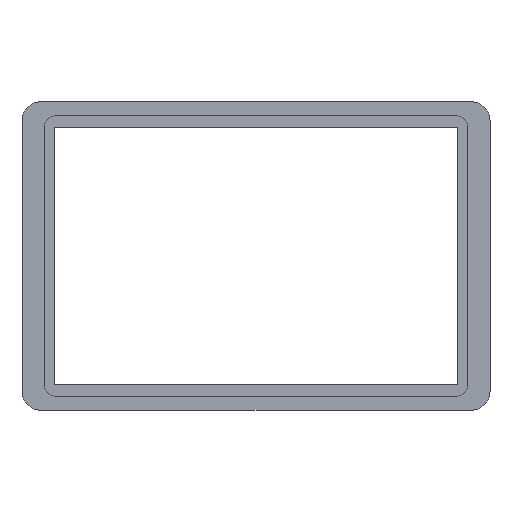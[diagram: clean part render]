
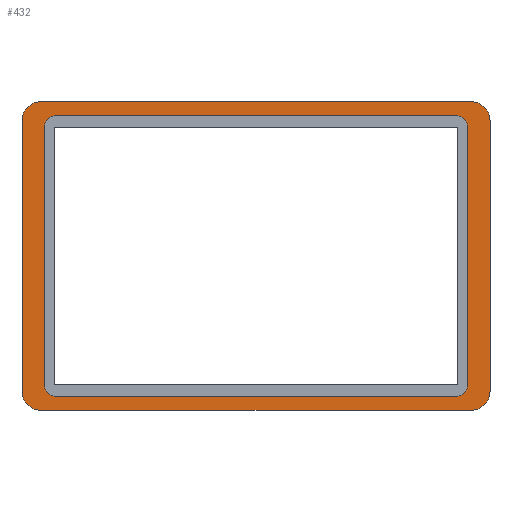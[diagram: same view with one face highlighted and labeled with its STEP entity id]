
A CAD part, front view. The second image highlights one B-rep face of the part: STEP entity #432.
In plain terms, the highlighted planar face has unit normal (0, -1, 0).
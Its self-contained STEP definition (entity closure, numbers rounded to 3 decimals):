
#25=FACE_BOUND('',#70,.T.);
#44=FACE_OUTER_BOUND('',#69,.T.);
#69=EDGE_LOOP('',(#367,#368,#369,#370,#371,#372,#373,#374));
#70=EDGE_LOOP('',(#375,#376,#377,#378,#379,#380,#381,#382));
#91=LINE('',#658,#135);
#95=LINE('',#667,#139);
#104=LINE('',#699,#148);
#110=LINE('',#714,#154);
#112=LINE('',#720,#156);
#113=LINE('',#722,#157);
#114=LINE('',#725,#158);
#115=LINE('',#729,#159);
#135=VECTOR('',#526,10.);
#139=VECTOR('',#536,10.);
#148=VECTOR('',#567,10.);
#154=VECTOR('',#583,10.);
#156=VECTOR('',#591,10.);
#157=VECTOR('',#594,10.);
#158=VECTOR('',#597,10.);
#159=VECTOR('',#600,10.);
#167=CIRCLE('',#461,2.5);
#168=CIRCLE('',#464,2.5);
#169=CIRCLE('',#467,5.);
#174=CIRCLE('',#475,5.);
#175=CIRCLE('',#477,5.);
#176=CIRCLE('',#480,5.);
#177=CIRCLE('',#484,2.5);
#178=CIRCLE('',#485,2.5);
#195=VERTEX_POINT('',#655);
#196=VERTEX_POINT('',#657);
#197=VERTEX_POINT('',#661);
#198=VERTEX_POINT('',#665);
#199=VERTEX_POINT('',#669);
#200=VERTEX_POINT('',#675);
#201=VERTEX_POINT('',#676);
#210=VERTEX_POINT('',#698);
#211=VERTEX_POINT('',#702);
#212=VERTEX_POINT('',#706);
#213=VERTEX_POINT('',#707);
#214=VERTEX_POINT('',#712);
#215=VERTEX_POINT('',#716);
#216=VERTEX_POINT('',#724);
#217=VERTEX_POINT('',#726);
#218=VERTEX_POINT('',#728);
#239=EDGE_CURVE('',#195,#196,#91,.T.);
#242=EDGE_CURVE('',#197,#195,#167,.T.);
#244=EDGE_CURVE('',#198,#197,#95,.T.);
#246=EDGE_CURVE('',#199,#198,#168,.T.);
#248=EDGE_CURVE('',#200,#201,#169,.T.);
#259=EDGE_CURVE('',#210,#201,#104,.T.);
#261=EDGE_CURVE('',#210,#211,#174,.T.);
#263=EDGE_CURVE('',#212,#213,#175,.T.);
#267=EDGE_CURVE('',#212,#214,#110,.T.);
#268=EDGE_CURVE('',#215,#214,#176,.T.);
#270=EDGE_CURVE('',#215,#211,#112,.T.);
#271=EDGE_CURVE('',#200,#213,#113,.T.);
#272=EDGE_CURVE('',#216,#199,#114,.T.);
#273=EDGE_CURVE('',#217,#216,#177,.T.);
#274=EDGE_CURVE('',#218,#217,#115,.T.);
#275=EDGE_CURVE('',#196,#218,#178,.T.);
#367=ORIENTED_EDGE('',*,*,#248,.F.);
#368=ORIENTED_EDGE('',*,*,#271,.T.);
#369=ORIENTED_EDGE('',*,*,#263,.F.);
#370=ORIENTED_EDGE('',*,*,#267,.T.);
#371=ORIENTED_EDGE('',*,*,#268,.F.);
#372=ORIENTED_EDGE('',*,*,#270,.T.);
#373=ORIENTED_EDGE('',*,*,#261,.F.);
#374=ORIENTED_EDGE('',*,*,#259,.T.);
#375=ORIENTED_EDGE('',*,*,#244,.F.);
#376=ORIENTED_EDGE('',*,*,#246,.F.);
#377=ORIENTED_EDGE('',*,*,#272,.F.);
#378=ORIENTED_EDGE('',*,*,#273,.F.);
#379=ORIENTED_EDGE('',*,*,#274,.F.);
#380=ORIENTED_EDGE('',*,*,#275,.F.);
#381=ORIENTED_EDGE('',*,*,#239,.F.);
#382=ORIENTED_EDGE('',*,*,#242,.F.);
#411=PLANE('',#483);
#432=ADVANCED_FACE('',(#44,#25),#411,.F.);
#461=AXIS2_PLACEMENT_3D('',#663,#531,#532);
#464=AXIS2_PLACEMENT_3D('',#671,#540,#541);
#467=AXIS2_PLACEMENT_3D('',#677,#547,#548);
#475=AXIS2_PLACEMENT_3D('',#703,#571,#572);
#477=AXIS2_PLACEMENT_3D('',#708,#576,#577);
#480=AXIS2_PLACEMENT_3D('',#717,#586,#587);
#483=AXIS2_PLACEMENT_3D('',#723,#595,#596);
#484=AXIS2_PLACEMENT_3D('',#727,#598,#599);
#485=AXIS2_PLACEMENT_3D('',#730,#601,#602);
#526=DIRECTION('',(0.,0.,-1.));
#531=DIRECTION('center_axis',(0.,-1.,0.));
#532=DIRECTION('ref_axis',(-0.707,0.,0.707));
#536=DIRECTION('',(-1.,0.,0.));
#540=DIRECTION('center_axis',(0.,-1.,0.));
#541=DIRECTION('ref_axis',(0.707,0.,0.707));
#547=DIRECTION('center_axis',(0.,1.,0.));
#548=DIRECTION('ref_axis',(-0.707,0.,0.707));
#567=DIRECTION('',(-1.,0.,0.));
#571=DIRECTION('center_axis',(0.,1.,0.));
#572=DIRECTION('ref_axis',(0.707,0.,0.707));
#576=DIRECTION('center_axis',(0.,1.,0.));
#577=DIRECTION('ref_axis',(-0.707,0.,-0.707));
#583=DIRECTION('',(1.,0.,0.));
#586=DIRECTION('center_axis',(0.,1.,0.));
#587=DIRECTION('ref_axis',(0.707,0.,-0.707));
#591=DIRECTION('',(0.,0.,1.));
#594=DIRECTION('',(0.,0.,-1.));
#595=DIRECTION('center_axis',(0.,1.,0.));
#596=DIRECTION('ref_axis',(-1.,0.,0.));
#597=DIRECTION('',(0.,0.,1.));
#598=DIRECTION('center_axis',(0.,-1.,0.));
#599=DIRECTION('ref_axis',(0.707,0.,-0.707));
#600=DIRECTION('',(1.,0.,0.));
#601=DIRECTION('center_axis',(0.,-1.,0.));
#602=DIRECTION('ref_axis',(-0.707,0.,-0.707));
#655=CARTESIAN_POINT('',(-3.5,6.,69.));
#657=CARTESIAN_POINT('',(-3.5,6.,-1.));
#658=CARTESIAN_POINT('',(-3.5,6.,52.75));
#661=CARTESIAN_POINT('',(-1.,6.,71.5));
#663=CARTESIAN_POINT('Origin',(-1.,6.,69.));
#665=CARTESIAN_POINT('',(107.,6.,71.5));
#667=CARTESIAN_POINT('',(81.25,6.,71.5));
#669=CARTESIAN_POINT('',(109.5,6.,69.));
#671=CARTESIAN_POINT('Origin',(107.,6.,69.));
#675=CARTESIAN_POINT('',(-9.616,6.,70.283));
#676=CARTESIAN_POINT('',(-4.616,6.,75.283));
#677=CARTESIAN_POINT('Origin',(-4.616,6.,70.283));
#698=CARTESIAN_POINT('',(110.616,6.,75.283));
#699=CARTESIAN_POINT('',(-9.616,6.,75.283));
#702=CARTESIAN_POINT('',(115.616,6.,70.283));
#703=CARTESIAN_POINT('Origin',(110.616,6.,70.283));
#706=CARTESIAN_POINT('',(-4.616,6.,-7.283));
#707=CARTESIAN_POINT('',(-9.616,6.,-2.283));
#708=CARTESIAN_POINT('Origin',(-4.616,6.,-2.283));
#712=CARTESIAN_POINT('',(110.616,6.,-7.283));
#714=CARTESIAN_POINT('',(115.616,6.,-7.283));
#716=CARTESIAN_POINT('',(115.616,6.,-2.283));
#717=CARTESIAN_POINT('Origin',(110.616,6.,-2.283));
#720=CARTESIAN_POINT('',(115.616,6.,75.283));
#722=CARTESIAN_POINT('',(-9.616,6.,-7.283));
#723=CARTESIAN_POINT('Origin',(53.,6.,34.));
#724=CARTESIAN_POINT('',(109.5,6.,-1.));
#725=CARTESIAN_POINT('',(109.5,6.,15.25));
#726=CARTESIAN_POINT('',(107.,6.,-3.5));
#727=CARTESIAN_POINT('Origin',(107.,6.,-1.));
#728=CARTESIAN_POINT('',(-1.,6.,-3.5));
#729=CARTESIAN_POINT('',(24.75,6.,-3.5));
#730=CARTESIAN_POINT('Origin',(-1.,6.,-1.));
